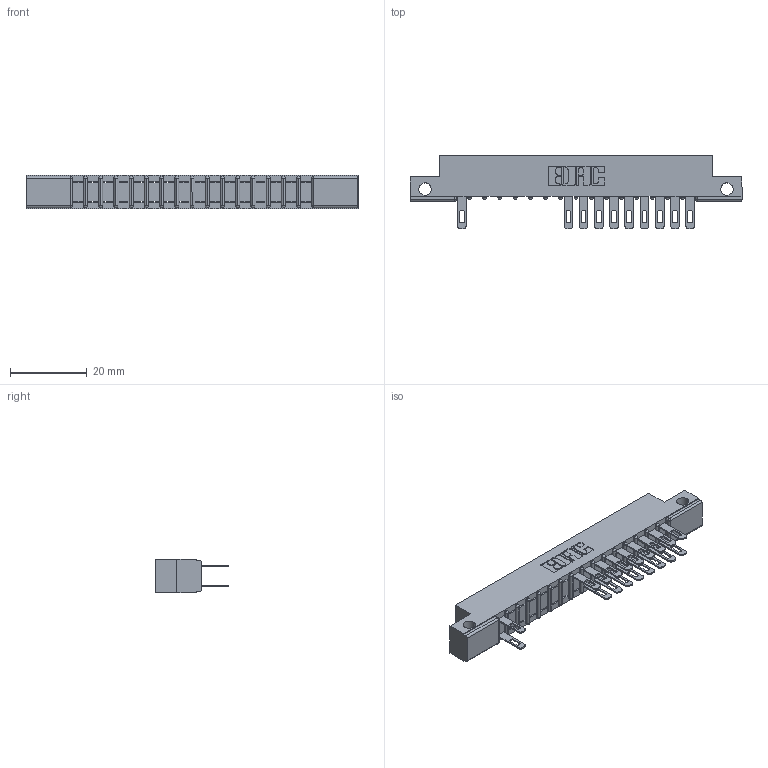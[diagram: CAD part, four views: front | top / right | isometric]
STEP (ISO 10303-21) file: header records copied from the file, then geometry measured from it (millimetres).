
FILE_DESCRIPTION (( 'STEP AP203' ), '1' );
FILE_NAME ('307-032-500-212.STEP', '2018-08-04T22:18:05', ( '' ), ( '' ), 'SwSTEP 2.0', 'SolidWorks 2016', '' );
FILE_SCHEMA (( 'CONFIG_CONTROL_DESIGN' ));
Length unit declared in the file: inch
Products named in the file (3): 307 Part_.128 Dia Side Mounting Holes; 307-290-001_500; 307-032-500-212
Assembly tree (20 placements, depth 2):
  307-032-500-212
    307 Part_.128 Dia Side Mounting Holes
    307-290-001_500  x19
Bounding box: 86.41 x 19.18 x 8.71 mm (x, y, z)
Volume: 5463.1 mm3; surface area: 8506 mm2
Topology: 20 solids, 20 shells, 1139 faces, 3209 edges, 2066 vertices
Faces by surface type: plane 718, cylinder 387, sphere 34
Entity records: 16994 total; most frequent: CARTESIAN_POINT 2839, ORIENTED_EDGE 2822, DIRECTION 2781, EDGE_CURVE 1411, VECTOR 1069, LINE 1069, VERTEX_POINT 914, AXIS2_PLACEMENT_3D 856
